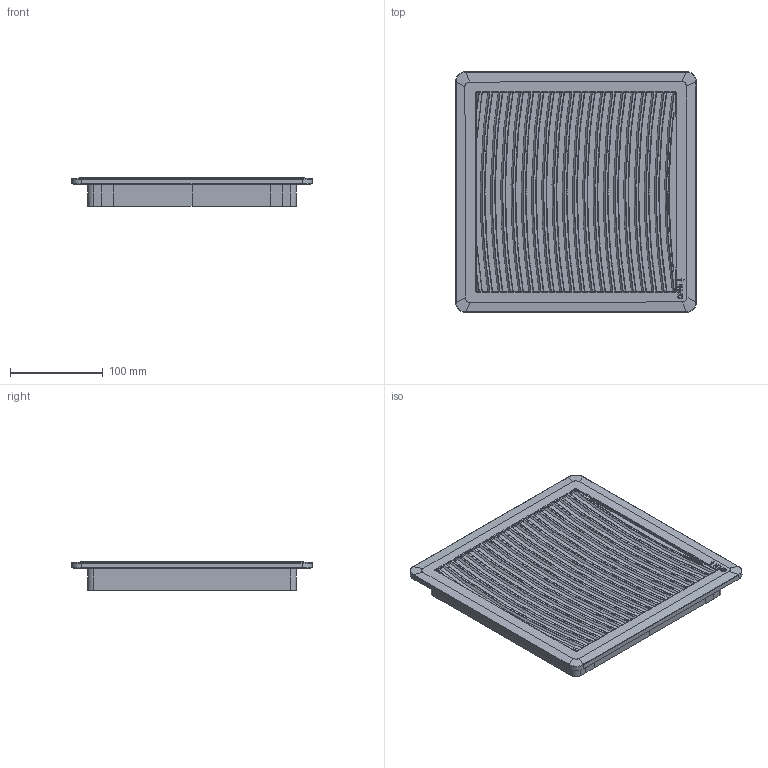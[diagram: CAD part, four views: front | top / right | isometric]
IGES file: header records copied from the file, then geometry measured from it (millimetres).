
Global section: file name: FTEC26 EXHAUST FILTER; native system: AutoCAD 2018 - English; preprocessor: Autodesk Translation Framework DWG producer (atf_dwg_producer); organization: unknown; date: 20191113.094647; units: inch
Bounding box: 260 x 260 x 31.15 mm (x, y, z)
Volume: 1531251.1 mm3; surface area: 199282.1 mm2
Topology: 1 solids, 1 shells, 1872 faces, 4885 edges, 3023 vertices
Faces by surface type: bspline 1872
